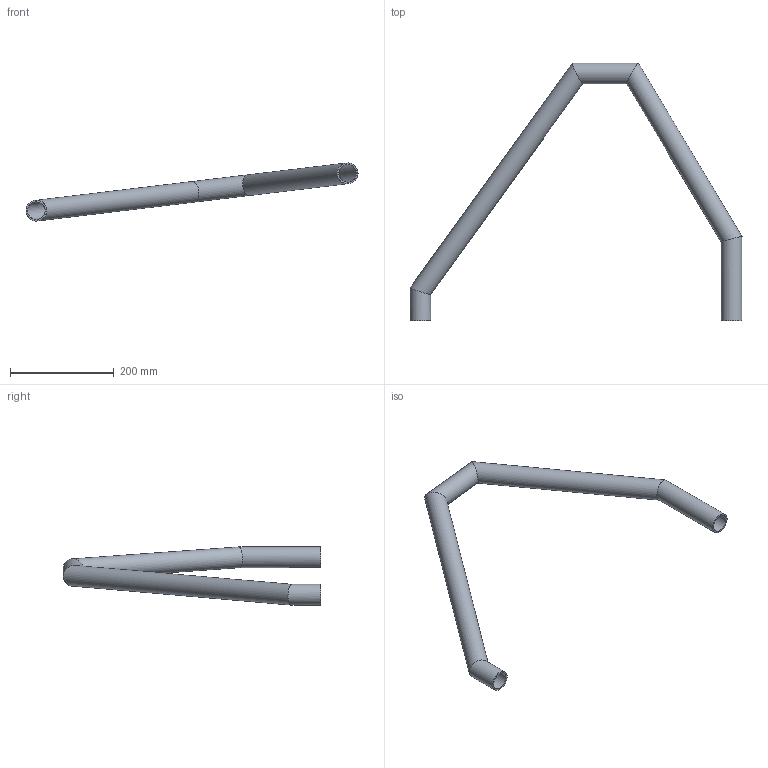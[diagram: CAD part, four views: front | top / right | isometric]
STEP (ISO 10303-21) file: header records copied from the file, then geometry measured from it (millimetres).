
FILE_DESCRIPTION(/* description */ (''),/* implementation_level */ '2;1');
FILE_NAME(/* name */ 'MANIFOLD_SOLID_BREP_1668_1.stp',/* time_stamp */ '2016-06-02T11:25:28+02:00',/* author */ (''),/* organization */ (''),/* preprocessor_version */ 'ST-DEVELOPER v16.5',/* originating_system */ 'Autodesk Translation Framework v5.0.0.3310',/* authorisation */ '');
FILE_SCHEMA (('AUTOMOTIVE_DESIGN { 1 0 10303 214 3 1 1 }'));
Length unit declared in the file: centimetre
Products named in the file (1): MANIFOLD_SOLID_BREP_1668_1
Bounding box: 639.98 x 496.97 x 111.97 mm (x, y, z)
Volume: 423116.3 mm3; surface area: 282775 mm2
Topology: 1 solids, 1 shells, 12 faces, 34 edges, 24 vertices
Faces by surface type: cylinder 10, plane 2
Full cylindrical faces by diameter (mm): 34 x5, 40 x5
Entity records: 352 total; most frequent: DIRECTION 66, CARTESIAN_POINT 53, ORIENTED_EDGE 40, AXIS2_PLACEMENT_3D 33, EDGE_LOOP 24, VERTEX_POINT 20, EDGE_CURVE 20, ELLIPSE 16
